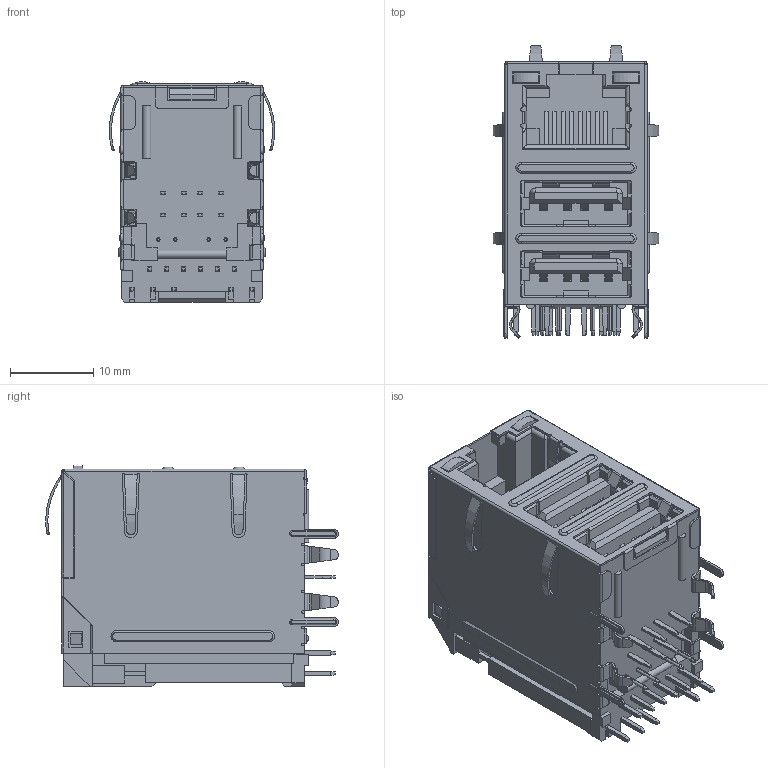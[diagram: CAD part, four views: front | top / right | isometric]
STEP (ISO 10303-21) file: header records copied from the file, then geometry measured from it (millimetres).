
FILE_DESCRIPTION (( 'STEP AP214' ), '1' );
FILE_NAME ('0862-1J1T-46A-F.STEP', '2022-01-05T22:56:45', ( '' ), ( '' ), 'SwSTEP 2.0', 'SolidWorks 2017', '' );
FILE_SCHEMA (( 'AUTOMOTIVE_DESIGN' ));
Length unit declared in the file: inch
Products named in the file (1): 0862-1J1T-46A-F
Bounding box: 19.89 x 35.18 x 26.51 mm (x, y, z)
Volume: 10403.1 mm3; surface area: 10418 mm2
Topology: 49 solids, 49 shells, 1476 faces, 3766 edges, 2402 vertices
Faces by surface type: plane 1110, cylinder 338, cone 16, torus 12
Entity records: 44512 total; most frequent: CARTESIAN_POINT 8473, ORIENTED_EDGE 7532, DIRECTION 6992, EDGE_CURVE 3766, VECTOR 3022, LINE 3022, VERTEX_POINT 2402, AXIS2_PLACEMENT_3D 1985
